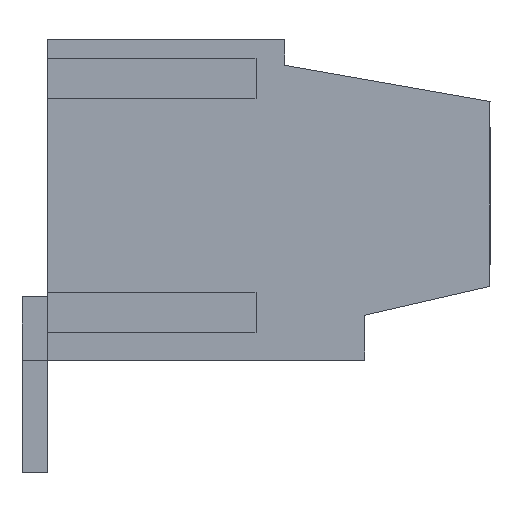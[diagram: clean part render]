
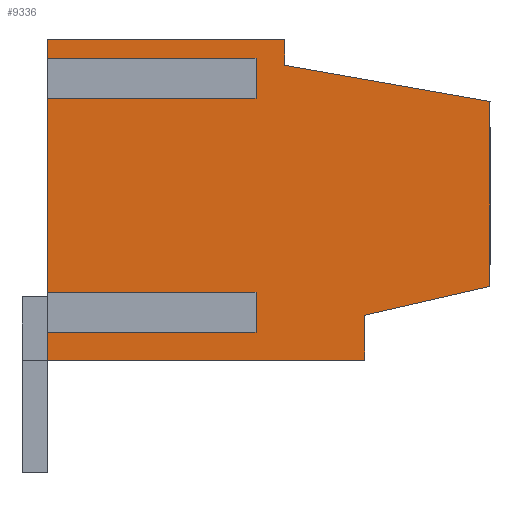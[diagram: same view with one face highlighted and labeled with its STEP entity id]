
A CAD part, left-side view. The second image highlights one B-rep face of the part: STEP entity #9336.
In plain terms, the highlighted planar face has unit normal (-1, 0, 0).
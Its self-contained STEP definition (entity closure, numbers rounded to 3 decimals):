
#9273=AXIS2_PLACEMENT_3D('Plane Axis2P3D',#9270,#9271,#9272) ;
#8320=CARTESIAN_POINT('Vertex',(0.55,13.8,3.5)) ;
#8323=CARTESIAN_POINT('Line Origine',(0.55,13.8,4.097)) ;
#8327=CARTESIAN_POINT('Vertex',(0.55,13.8,4.694)) ;
#8348=CARTESIAN_POINT('Vertex',(0.55,13.8,5.306)) ;
#8351=CARTESIAN_POINT('Line Origine',(0.55,13.8,8.65)) ;
#8355=CARTESIAN_POINT('Vertex',(0.55,13.8,11.994)) ;
#8376=CARTESIAN_POINT('Vertex',(0.55,13.8,12.606)) ;
#8379=CARTESIAN_POINT('Line Origine',(0.55,13.8,13.053)) ;
#8383=CARTESIAN_POINT('Vertex',(0.55,13.8,13.5)) ;
#8831=CARTESIAN_POINT('Line Origine',(0.55,10.1,13.5)) ;
#8835=CARTESIAN_POINT('Vertex',(0.55,6.4,13.5)) ;
#8924=CARTESIAN_POINT('Line Origine',(0.55,6.4,13.1)) ;
#8928=CARTESIAN_POINT('Vertex',(0.55,6.4,12.7)) ;
#8949=CARTESIAN_POINT('Line Origine',(0.55,3.2,12.136)) ;
#8953=CARTESIAN_POINT('Vertex',(0.55,0.,11.572)) ;
#8974=CARTESIAN_POINT('Line Origine',(0.55,0.,8.686)) ;
#8978=CARTESIAN_POINT('Vertex',(0.55,0.,5.8)) ;
#9035=CARTESIAN_POINT('Line Origine',(0.55,1.95,5.35)) ;
#9039=CARTESIAN_POINT('Vertex',(0.55,3.9,4.9)) ;
#9170=CARTESIAN_POINT('Vertex',(0.55,3.9,3.5)) ;
#9173=CARTESIAN_POINT('Line Origine',(0.55,8.85,3.5)) ;
#9270=CARTESIAN_POINT('Axis2P3D Location',(0.55,14.6,0.)) ;
#9275=CARTESIAN_POINT('Line Origine',(0.55,10.55,5.306)) ;
#9279=CARTESIAN_POINT('Vertex',(0.55,7.3,5.306)) ;
#9282=CARTESIAN_POINT('Line Origine',(0.55,7.3,5.)) ;
#9286=CARTESIAN_POINT('Vertex',(0.55,7.3,4.694)) ;
#9289=CARTESIAN_POINT('Line Origine',(0.55,10.55,4.694)) ;
#9294=CARTESIAN_POINT('Line Origine',(0.55,3.9,4.2)) ;
#9299=CARTESIAN_POINT('Line Origine',(0.55,10.55,12.606)) ;
#9303=CARTESIAN_POINT('Vertex',(0.55,7.3,12.606)) ;
#9306=CARTESIAN_POINT('Line Origine',(0.55,7.3,12.3)) ;
#9310=CARTESIAN_POINT('Vertex',(0.55,7.3,11.994)) ;
#9313=CARTESIAN_POINT('Line Origine',(0.55,10.55,11.994)) ;
#8324=DIRECTION('Vector Direction',(0.,0.,-1.)) ;
#8352=DIRECTION('Vector Direction',(0.,0.,-1.)) ;
#8380=DIRECTION('Vector Direction',(0.,0.,-1.)) ;
#8832=DIRECTION('Vector Direction',(0.,1.,0.)) ;
#8925=DIRECTION('Vector Direction',(0.,0.,1.)) ;
#8950=DIRECTION('Vector Direction',(0.,0.985,0.174)) ;
#8975=DIRECTION('Vector Direction',(0.,0.,1.)) ;
#9036=DIRECTION('Vector Direction',(0.,-0.974,0.225)) ;
#9174=DIRECTION('Vector Direction',(0.,-1.,0.)) ;
#9271=DIRECTION('Axis2P3D Direction',(-1.,0.,0.)) ;
#9272=DIRECTION('Axis2P3D XDirection',(0.,-1.,0.)) ;
#9276=DIRECTION('Vector Direction',(0.,-1.,0.)) ;
#9283=DIRECTION('Vector Direction',(0.,0.,-1.)) ;
#9290=DIRECTION('Vector Direction',(0.,-1.,0.)) ;
#9295=DIRECTION('Vector Direction',(0.,0.,1.)) ;
#9300=DIRECTION('Vector Direction',(0.,-1.,0.)) ;
#9307=DIRECTION('Vector Direction',(0.,0.,-1.)) ;
#9314=DIRECTION('Vector Direction',(0.,-1.,0.)) ;
#8325=VECTOR('Line Direction',#8324,1.) ;
#8353=VECTOR('Line Direction',#8352,1.) ;
#8381=VECTOR('Line Direction',#8380,1.) ;
#8833=VECTOR('Line Direction',#8832,1.) ;
#8926=VECTOR('Line Direction',#8925,1.) ;
#8951=VECTOR('Line Direction',#8950,1.) ;
#8976=VECTOR('Line Direction',#8975,1.) ;
#9037=VECTOR('Line Direction',#9036,1.) ;
#9175=VECTOR('Line Direction',#9174,1.) ;
#9277=VECTOR('Line Direction',#9276,1.) ;
#9284=VECTOR('Line Direction',#9283,1.) ;
#9291=VECTOR('Line Direction',#9290,1.) ;
#9296=VECTOR('Line Direction',#9295,1.) ;
#9301=VECTOR('Line Direction',#9300,1.) ;
#9308=VECTOR('Line Direction',#9307,1.) ;
#9315=VECTOR('Line Direction',#9314,1.) ;
#9319=ORIENTED_EDGE('',*,*,#8357,.T.) ;
#9320=ORIENTED_EDGE('',*,*,#9281,.T.) ;
#9321=ORIENTED_EDGE('',*,*,#9288,.T.) ;
#9322=ORIENTED_EDGE('',*,*,#9293,.F.) ;
#9323=ORIENTED_EDGE('',*,*,#8329,.T.) ;
#9324=ORIENTED_EDGE('',*,*,#9177,.T.) ;
#9325=ORIENTED_EDGE('',*,*,#9298,.T.) ;
#9326=ORIENTED_EDGE('',*,*,#9041,.T.) ;
#9327=ORIENTED_EDGE('',*,*,#8980,.T.) ;
#9328=ORIENTED_EDGE('',*,*,#8955,.T.) ;
#9329=ORIENTED_EDGE('',*,*,#8930,.T.) ;
#9330=ORIENTED_EDGE('',*,*,#8837,.T.) ;
#9331=ORIENTED_EDGE('',*,*,#8385,.T.) ;
#9332=ORIENTED_EDGE('',*,*,#9305,.T.) ;
#9333=ORIENTED_EDGE('',*,*,#9312,.T.) ;
#9334=ORIENTED_EDGE('',*,*,#9317,.F.) ;
#9336=ADVANCED_FACE('HOUSING',(#9335),#9274,.T.) ;
#8329=EDGE_CURVE('',#8328,#8321,#8326,.T.) ;
#8357=EDGE_CURVE('',#8356,#8349,#8354,.T.) ;
#8385=EDGE_CURVE('',#8384,#8377,#8382,.T.) ;
#8837=EDGE_CURVE('',#8836,#8384,#8834,.T.) ;
#8930=EDGE_CURVE('',#8929,#8836,#8927,.T.) ;
#8955=EDGE_CURVE('',#8954,#8929,#8952,.T.) ;
#8980=EDGE_CURVE('',#8979,#8954,#8977,.T.) ;
#9041=EDGE_CURVE('',#9040,#8979,#9038,.T.) ;
#9177=EDGE_CURVE('',#8321,#9171,#9176,.T.) ;
#9281=EDGE_CURVE('',#8349,#9280,#9278,.T.) ;
#9288=EDGE_CURVE('',#9280,#9287,#9285,.T.) ;
#9293=EDGE_CURVE('',#8328,#9287,#9292,.T.) ;
#9298=EDGE_CURVE('',#9171,#9040,#9297,.T.) ;
#9305=EDGE_CURVE('',#8377,#9304,#9302,.T.) ;
#9312=EDGE_CURVE('',#9304,#9311,#9309,.T.) ;
#9317=EDGE_CURVE('',#8356,#9311,#9316,.T.) ;
#9318=EDGE_LOOP('',(#9319,#9320,#9321,#9322,#9323,#9324,#9325,#9326,#9327,#9328,#9329,#9330,#9331,#9332,#9333,#9334)) ;
#9335=FACE_OUTER_BOUND('',#9318,.T.) ;
#8326=LINE('Line',#8323,#8325) ;
#8354=LINE('Line',#8351,#8353) ;
#8382=LINE('Line',#8379,#8381) ;
#8834=LINE('Line',#8831,#8833) ;
#8927=LINE('Line',#8924,#8926) ;
#8952=LINE('Line',#8949,#8951) ;
#8977=LINE('Line',#8974,#8976) ;
#9038=LINE('Line',#9035,#9037) ;
#9176=LINE('Line',#9173,#9175) ;
#9278=LINE('Line',#9275,#9277) ;
#9285=LINE('Line',#9282,#9284) ;
#9292=LINE('Line',#9289,#9291) ;
#9297=LINE('Line',#9294,#9296) ;
#9302=LINE('Line',#9299,#9301) ;
#9309=LINE('Line',#9306,#9308) ;
#9316=LINE('Line',#9313,#9315) ;
#9274=PLANE('',#9273) ;
#8321=VERTEX_POINT('',#8320) ;
#8328=VERTEX_POINT('',#8327) ;
#8349=VERTEX_POINT('',#8348) ;
#8356=VERTEX_POINT('',#8355) ;
#8377=VERTEX_POINT('',#8376) ;
#8384=VERTEX_POINT('',#8383) ;
#8836=VERTEX_POINT('',#8835) ;
#8929=VERTEX_POINT('',#8928) ;
#8954=VERTEX_POINT('',#8953) ;
#8979=VERTEX_POINT('',#8978) ;
#9040=VERTEX_POINT('',#9039) ;
#9171=VERTEX_POINT('',#9170) ;
#9280=VERTEX_POINT('',#9279) ;
#9287=VERTEX_POINT('',#9286) ;
#9304=VERTEX_POINT('',#9303) ;
#9311=VERTEX_POINT('',#9310) ;
